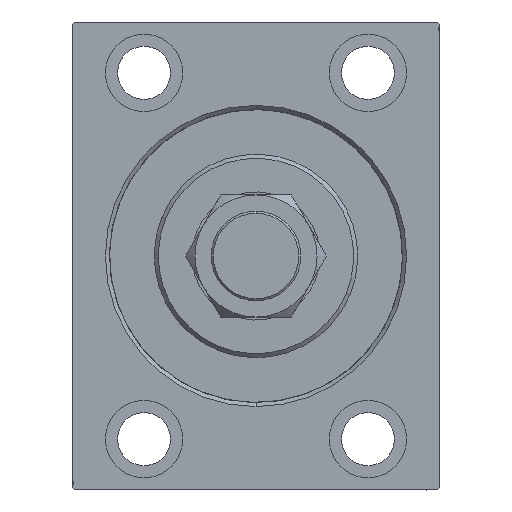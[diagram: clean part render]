
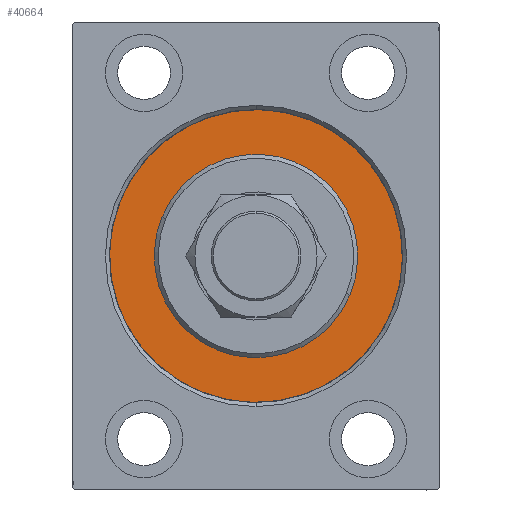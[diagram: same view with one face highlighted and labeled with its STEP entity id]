
A CAD part, left-side view. The second image highlights one B-rep face of the part: STEP entity #40664.
In plain terms, the highlighted face is planar.
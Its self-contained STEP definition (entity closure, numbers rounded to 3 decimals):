
#179 = AXIS2_PLACEMENT_3D ( 'NONE', #28976, #8242, #43070 ) ;
#375 = CIRCLE ( 'NONE', #1132, 25. ) ;
#445 = EDGE_CURVE ( 'NONE', #36909, #11983, #25045, .T. ) ;
#1132 = AXIS2_PLACEMENT_3D ( 'NONE', #6699, #17285, #20067 ) ;
#1588 = AXIS2_PLACEMENT_3D ( 'NONE', #27939, #23583, #20816 ) ;
#2446 = AXIS2_PLACEMENT_3D ( 'NONE', #20092, #35522, #17772 ) ;
#3462 = VERTEX_POINT ( 'NONE', #30965 ) ;
#3758 = CARTESIAN_POINT ( 'NONE',  ( 0., 0., 36. ) ) ;
#4537 = ORIENTED_EDGE ( 'NONE', *, *, #6708, .F. ) ;
#6699 = CARTESIAN_POINT ( 'NONE',  ( 0., 0., 0. ) ) ;
#6708 = EDGE_CURVE ( 'NONE', #3462, #25114, #38479, .T. ) ;
#6762 = PLANE ( 'NONE',  #1588 ) ;
#8242 = DIRECTION ( 'NONE',  ( -1., 0., 0. ) ) ;
#8363 = EDGE_CURVE ( 'NONE', #25114, #3462, #28202, .T. ) ;
#9312 = DIRECTION ( 'NONE',  ( 0., 0., -1. ) ) ;
#11983 = VERTEX_POINT ( 'NONE', #44726 ) ;
#16666 = FACE_OUTER_BOUND ( 'NONE', #44124, .T. ) ;
#17285 = DIRECTION ( 'NONE',  ( 1., 0., 0. ) ) ;
#17772 = DIRECTION ( 'NONE',  ( 0., 0., 1. ) ) ;
#18255 = EDGE_CURVE ( 'NONE', #11983, #36909, #375, .T. ) ;
#18465 = ORIENTED_EDGE ( 'NONE', *, *, #18255, .F. ) ;
#20067 = DIRECTION ( 'NONE',  ( 0., 0., -1. ) ) ;
#20092 = CARTESIAN_POINT ( 'NONE',  ( 0., 0., 0. ) ) ;
#20233 = ORIENTED_EDGE ( 'NONE', *, *, #8363, .F. ) ;
#20816 = DIRECTION ( 'NONE',  ( 0., 0., 1. ) ) ;
#23583 = DIRECTION ( 'NONE',  ( -1., 0., 0. ) ) ;
#25045 = CIRCLE ( 'NONE', #44223, 25. ) ;
#25114 = VERTEX_POINT ( 'NONE', #3758 ) ;
#27939 = CARTESIAN_POINT ( 'NONE',  ( 0., 0., 0. ) ) ;
#28202 = CIRCLE ( 'NONE', #2446, 36. ) ;
#28976 = CARTESIAN_POINT ( 'NONE',  ( 0., 0., 0. ) ) ;
#30002 = CARTESIAN_POINT ( 'NONE',  ( 0., 0., 25. ) ) ;
#30269 = DIRECTION ( 'NONE',  ( 1., 0., 0. ) ) ;
#30965 = CARTESIAN_POINT ( 'NONE',  ( 0., 0., -36. ) ) ;
#34204 = ORIENTED_EDGE ( 'NONE', *, *, #445, .F. ) ;
#35522 = DIRECTION ( 'NONE',  ( -1., 0., 0. ) ) ;
#36909 = VERTEX_POINT ( 'NONE', #30002 ) ;
#38101 = FACE_BOUND ( 'NONE', #39579, .T. ) ;
#38479 = CIRCLE ( 'NONE', #179, 36. ) ;
#39579 = EDGE_LOOP ( 'NONE', ( #34204, #18465 ) ) ;
#40664 = ADVANCED_FACE ( 'NONE', ( #38101, #16666 ), #6762, .F. ) ;
#43070 = DIRECTION ( 'NONE',  ( 0., 0., 1. ) ) ;
#43682 = CARTESIAN_POINT ( 'NONE',  ( 0., 0., 0. ) ) ;
#44124 = EDGE_LOOP ( 'NONE', ( #4537, #20233 ) ) ;
#44223 = AXIS2_PLACEMENT_3D ( 'NONE', #43682, #30269, #9312 ) ;
#44726 = CARTESIAN_POINT ( 'NONE',  ( 0., 0., -25. ) ) ;
